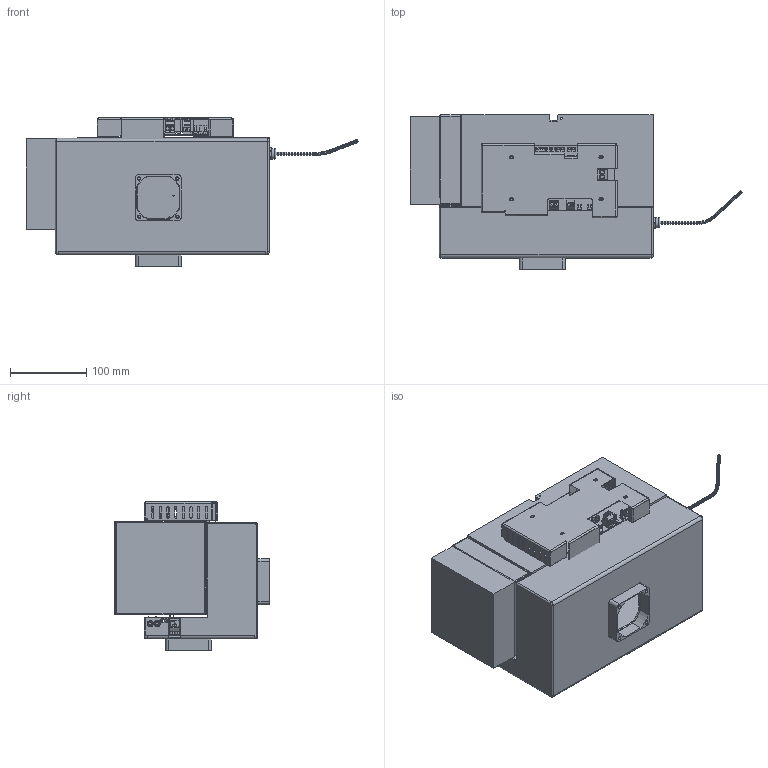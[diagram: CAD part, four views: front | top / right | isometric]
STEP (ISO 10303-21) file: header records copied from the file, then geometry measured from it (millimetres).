
FILE_DESCRIPTION (( 'STEP AP203' ), '1' );
FILE_NAME ('CCM-I_Grand-LAV17-250.STEP', '2023-07-12T12:47:22', ( '' ), ( '' ), 'SwSTEP 2.0', 'SolidWorks 2021', '' );
FILE_SCHEMA (( 'CONFIG_CONTROL_DESIGN' ));
Length unit declared in the file: millimetre
Products named in the file (1): CCM-I_Grand-LAV17-250
Bounding box: 434.42 x 202.5 x 194.78 mm (x, y, z)
Surface area: 1910155.2 mm2 (no closed solid volume)
Topology: 0 solids, 139 shells, 1879 faces, 7112 edges, 5272 vertices
Faces by surface type: plane 1270, cylinder 554, torus 32, sphere 9, cone 9, bspline 5
Full cylindrical faces by diameter (mm): 0.6 x3, 1.8 x1, 2.5 x7, 3 x26, 3.3 x10, 4 x31, 4.5 x8, 6 x1, 6.5 x1, 8 x4, 12.5 x1, 13.6 x2
Entity records: 76838 total; most frequent: CARTESIAN_POINT 17003, DIRECTION 12112, ORIENTED_EDGE 10780, EDGE_CURVE 6993, LINE 5332, VECTOR 5332, VERTEX_POINT 5261, AXIS2_PLACEMENT_3D 3390
